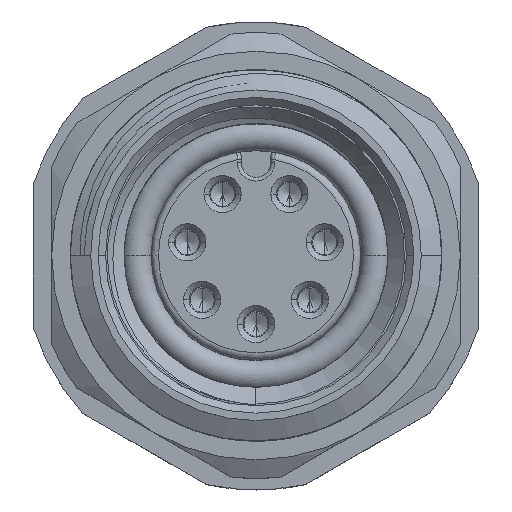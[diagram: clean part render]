
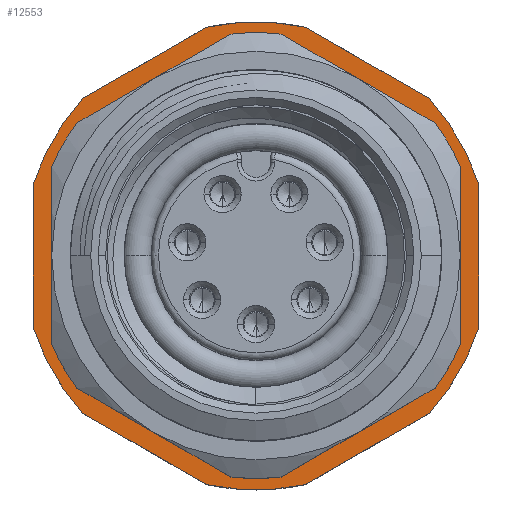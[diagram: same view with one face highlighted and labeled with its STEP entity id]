
A CAD part, top view. The second image highlights one B-rep face of the part: STEP entity #12553.
In plain terms, the highlighted planar face has unit normal (0, 0, 1).
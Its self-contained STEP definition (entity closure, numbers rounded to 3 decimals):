
#6567=CARTESIAN_POINT('',(0.,0.,-3.8));
#6568=DIRECTION('',(0.,0.,-1.));
#6569=DIRECTION('',(-0.212,0.977,0.));
#6570=AXIS2_PLACEMENT_3D('',#6567,#6568,#6569);
#6572=DIRECTION('',(0.866,-0.5,0.));
#6573=VECTOR('',#6572,3.842);
#6574=CARTESIAN_POINT('',(1.336,6.157,-3.8));
#6575=LINE('',#6574,#6573);
#6576=CARTESIAN_POINT('',(0.,0.,-3.8));
#6577=DIRECTION('',(0.,0.,-1.));
#6578=DIRECTION('',(0.74,0.672,0.));
#6579=AXIS2_PLACEMENT_3D('',#6576,#6577,#6578);
#6581=DIRECTION('',(0.,-1.,0.));
#6582=VECTOR('',#6581,3.842);
#6583=CARTESIAN_POINT('',(6.,1.921,-3.8));
#6584=LINE('',#6583,#6582);
#6585=CARTESIAN_POINT('',(0.,0.,-3.8));
#6586=DIRECTION('',(0.,0.,-1.));
#6587=DIRECTION('',(0.952,-0.305,0.));
#6588=AXIS2_PLACEMENT_3D('',#6585,#6586,#6587);
#6590=DIRECTION('',(-0.866,-0.5,0.));
#6591=VECTOR('',#6590,3.842);
#6592=CARTESIAN_POINT('',(4.664,-4.236,-3.8));
#6593=LINE('',#6592,#6591);
#6594=CARTESIAN_POINT('',(0.,0.,-3.8));
#6595=DIRECTION('',(0.,0.,-1.));
#6596=DIRECTION('',(0.212,-0.977,0.));
#6597=AXIS2_PLACEMENT_3D('',#6594,#6595,#6596);
#6599=DIRECTION('',(-0.866,0.5,0.));
#6600=VECTOR('',#6599,3.842);
#6601=CARTESIAN_POINT('',(-1.336,-6.157,-3.8));
#6602=LINE('',#6601,#6600);
#6603=CARTESIAN_POINT('',(0.,0.,-3.8));
#6604=DIRECTION('',(0.,0.,-1.));
#6605=DIRECTION('',(-0.74,-0.672,0.));
#6606=AXIS2_PLACEMENT_3D('',#6603,#6604,#6605);
#6608=DIRECTION('',(0.,1.,0.));
#6609=VECTOR('',#6608,3.842);
#6610=CARTESIAN_POINT('',(-6.,-1.921,-3.8));
#6611=LINE('',#6610,#6609);
#6612=CARTESIAN_POINT('',(0.,0.,-3.8));
#6613=DIRECTION('',(0.,0.,-1.));
#6614=DIRECTION('',(-0.952,0.305,0.));
#6615=AXIS2_PLACEMENT_3D('',#6612,#6613,#6614);
#6617=DIRECTION('',(0.866,0.5,0.));
#6618=VECTOR('',#6617,3.842);
#6619=CARTESIAN_POINT('',(-4.664,4.236,-3.8));
#6620=LINE('',#6619,#6618);
#6621=CARTESIAN_POINT('',(0.,0.,-3.8));
#6622=DIRECTION('',(0.,0.,1.));
#6623=DIRECTION('',(-1.,0.,0.));
#6624=AXIS2_PLACEMENT_3D('',#6621,#6622,#6623);
#6626=CARTESIAN_POINT('',(0.,0.,-3.8));
#6627=DIRECTION('',(0.,0.,1.));
#6628=DIRECTION('',(1.,0.,0.));
#6629=AXIS2_PLACEMENT_3D('',#6626,#6627,#6628);
#9941=CARTESIAN_POINT('',(-1.336,6.157,-3.8));
#9942=CARTESIAN_POINT('',(1.336,6.157,-3.8));
#9943=VERTEX_POINT('',#9941);
#9944=VERTEX_POINT('',#9942);
#9945=CARTESIAN_POINT('',(4.664,4.236,-3.8));
#9946=VERTEX_POINT('',#9945);
#9947=CARTESIAN_POINT('',(6.,1.921,-3.8));
#9948=VERTEX_POINT('',#9947);
#9949=CARTESIAN_POINT('',(6.,-1.921,-3.8));
#9950=VERTEX_POINT('',#9949);
#9951=CARTESIAN_POINT('',(4.664,-4.236,-3.8));
#9952=VERTEX_POINT('',#9951);
#9953=CARTESIAN_POINT('',(1.336,-6.157,-3.8));
#9954=VERTEX_POINT('',#9953);
#9955=CARTESIAN_POINT('',(-1.336,-6.157,-3.8));
#9956=VERTEX_POINT('',#9955);
#9957=CARTESIAN_POINT('',(-4.664,-4.236,-3.8));
#9958=VERTEX_POINT('',#9957);
#9959=CARTESIAN_POINT('',(-6.,-1.921,-3.8));
#9960=VERTEX_POINT('',#9959);
#9961=CARTESIAN_POINT('',(-6.,1.921,-3.8));
#9962=VERTEX_POINT('',#9961);
#9963=CARTESIAN_POINT('',(-4.664,4.236,-3.8));
#9964=VERTEX_POINT('',#9963);
#9991=CARTESIAN_POINT('',(-4.7,0.,-3.8));
#9992=CARTESIAN_POINT('',(4.7,0.,-3.8));
#9993=VERTEX_POINT('',#9991);
#9994=VERTEX_POINT('',#9992);
#12517=CARTESIAN_POINT('',(0.,0.,-3.8));
#12518=DIRECTION('',(0.,0.,-1.));
#12519=DIRECTION('',(-1.,0.,0.));
#12520=AXIS2_PLACEMENT_3D('',#12517,#12518,#12519);
#12521=PLANE('',#12520);
#12523=ORIENTED_EDGE('',*,*,#12522,.T.);
#12525=ORIENTED_EDGE('',*,*,#12524,.T.);
#12527=ORIENTED_EDGE('',*,*,#12526,.T.);
#12529=ORIENTED_EDGE('',*,*,#12528,.T.);
#12531=ORIENTED_EDGE('',*,*,#12530,.T.);
#12533=ORIENTED_EDGE('',*,*,#12532,.T.);
#12535=ORIENTED_EDGE('',*,*,#12534,.T.);
#12537=ORIENTED_EDGE('',*,*,#12536,.T.);
#12539=ORIENTED_EDGE('',*,*,#12538,.T.);
#12541=ORIENTED_EDGE('',*,*,#12540,.T.);
#12543=ORIENTED_EDGE('',*,*,#12542,.T.);
#12545=ORIENTED_EDGE('',*,*,#12544,.T.);
#12546=EDGE_LOOP('',(#12523,#12525,#12527,#12529,#12531,#12533,#12535,#12537,
#12539,#12541,#12543,#12545));
#12547=FACE_OUTER_BOUND('',#12546,.F.);
#12548=ORIENTED_EDGE('',*,*,#12507,.T.);
#12550=ORIENTED_EDGE('',*,*,#12549,.T.);
#12551=EDGE_LOOP('',(#12548,#12550));
#12552=FACE_BOUND('',#12551,.F.);
#6571=CIRCLE('',#6570,6.3);
#6580=CIRCLE('',#6579,6.3);
#6589=CIRCLE('',#6588,6.3);
#6598=CIRCLE('',#6597,6.3);
#6607=CIRCLE('',#6606,6.3);
#6616=CIRCLE('',#6615,6.3);
#6625=CIRCLE('',#6624,4.7);
#6630=CIRCLE('',#6629,4.7);
#12507=EDGE_CURVE('',#9993,#9994,#6625,.T.);
#12522=EDGE_CURVE('',#9943,#9944,#6571,.T.);
#12524=EDGE_CURVE('',#9944,#9946,#6575,.T.);
#12526=EDGE_CURVE('',#9946,#9948,#6580,.T.);
#12528=EDGE_CURVE('',#9948,#9950,#6584,.T.);
#12530=EDGE_CURVE('',#9950,#9952,#6589,.T.);
#12532=EDGE_CURVE('',#9952,#9954,#6593,.T.);
#12534=EDGE_CURVE('',#9954,#9956,#6598,.T.);
#12536=EDGE_CURVE('',#9956,#9958,#6602,.T.);
#12538=EDGE_CURVE('',#9958,#9960,#6607,.T.);
#12540=EDGE_CURVE('',#9960,#9962,#6611,.T.);
#12542=EDGE_CURVE('',#9962,#9964,#6616,.T.);
#12544=EDGE_CURVE('',#9964,#9943,#6620,.T.);
#12549=EDGE_CURVE('',#9994,#9993,#6630,.T.);
#12553=ADVANCED_FACE('',(#12547,#12552),#12521,.F.);
